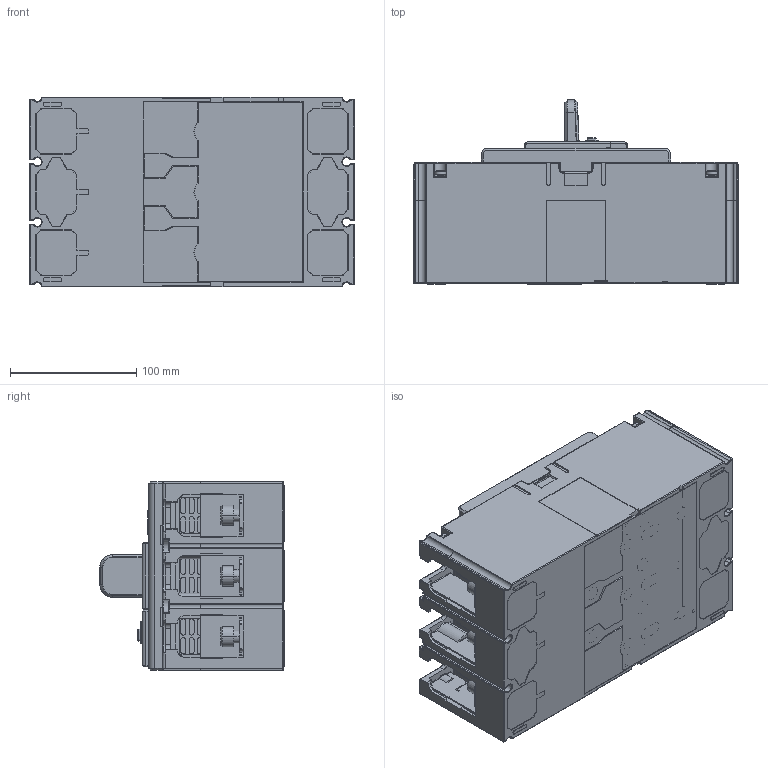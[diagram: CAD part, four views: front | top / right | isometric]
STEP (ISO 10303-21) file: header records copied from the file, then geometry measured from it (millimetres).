
FILE_DESCRIPTION((''),'2;1');
FILE_NAME('400-3','2025-04-15T',('yan01.huang'),(''),'PRO/ENGINEER BY PARAMETRIC TECHNOLOGY CORPORATION, 2017170','PRO/ENGINEER BY PARAMETRIC TECHNOLOGY CORPORATION, 2017170','');
FILE_SCHEMA(('CONFIG_CONTROL_DESIGN'));
Products named in the file (1): 400-3
Bounding box: 257 x 145.87 x 150 mm (x, y, z)
Volume: 2681144.3 mm3; surface area: 503683.5 mm2
Topology: 1 solids, 13 shells, 4943 faces, 12970 edges, 8177 vertices
Faces by surface type: plane 2693, cylinder 1491, torus 325, cone 140, sphere 124, extrusion 102, bspline 68
Entity records: 161998 total; most frequent: CARTESIAN_POINT 39465, ORIENTED_EDGE 25936, DIRECTION 25146, EDGE_CURVE 12968, VECTOR 8902, LINE 8800, VERTEX_POINT 8177, AXIS2_PLACEMENT_3D 8122
